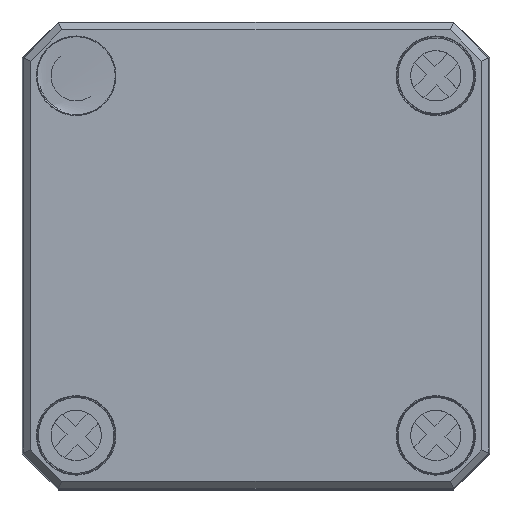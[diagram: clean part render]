
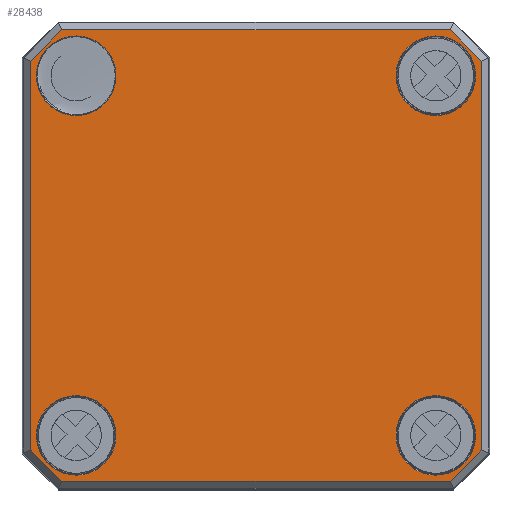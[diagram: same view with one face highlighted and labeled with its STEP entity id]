
A CAD part, top view. The second image highlights one B-rep face of the part: STEP entity #28438.
In plain terms, the highlighted planar face has unit normal (0, 0, 1).
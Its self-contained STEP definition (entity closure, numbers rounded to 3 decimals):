
#250=FACE_BOUND('',#8826,.T.);
#251=FACE_BOUND('',#8827,.T.);
#252=FACE_BOUND('',#8828,.T.);
#253=FACE_BOUND('',#8829,.T.);
#728=PLANE('',#30608);
#2567=LINE('',#51041,#4687);
#2568=LINE('',#51043,#4688);
#2569=LINE('',#51045,#4689);
#2570=LINE('',#51047,#4690);
#2571=LINE('',#51049,#4691);
#2572=LINE('',#51051,#4692);
#2573=LINE('',#51053,#4693);
#2574=LINE('',#51054,#4694);
#4687=VECTOR('',#36266,10.);
#4688=VECTOR('',#36267,10.);
#4689=VECTOR('',#36268,10.);
#4690=VECTOR('',#36269,10.);
#4691=VECTOR('',#36270,10.);
#4692=VECTOR('',#36271,10.);
#4693=VECTOR('',#36272,10.);
#4694=VECTOR('',#36273,10.);
#6949=FACE_OUTER_BOUND('',#8825,.T.);
#8825=EDGE_LOOP('',(#24036,#24037,#24038,#24039,#24040,#24041,#24042,#24043));
#8826=EDGE_LOOP('',(#24044,#24045));
#8827=EDGE_LOOP('',(#24046,#24047));
#8828=EDGE_LOOP('',(#24048));
#8829=EDGE_LOOP('',(#24049));
#10881=CIRCLE('',#30603,5.53);
#10885=CIRCLE('',#30609,5.53);
#10886=CIRCLE('',#30610,5.53);
#10887=CIRCLE('',#30611,5.53);
#10888=CIRCLE('',#30612,5.53);
#10889=CIRCLE('',#30613,5.53);
#13395=VERTEX_POINT('',#51029);
#13398=VERTEX_POINT('',#51039);
#13399=VERTEX_POINT('',#51040);
#13400=VERTEX_POINT('',#51042);
#13401=VERTEX_POINT('',#51044);
#13402=VERTEX_POINT('',#51046);
#13403=VERTEX_POINT('',#51048);
#13404=VERTEX_POINT('',#51050);
#13405=VERTEX_POINT('',#51052);
#13406=VERTEX_POINT('',#51055);
#13407=VERTEX_POINT('',#51056);
#13408=VERTEX_POINT('',#51059);
#13409=VERTEX_POINT('',#51060);
#13410=VERTEX_POINT('',#51063);
#17020=EDGE_CURVE('',#13395,#13395,#10881,.T.);
#17025=EDGE_CURVE('',#13398,#13399,#2567,.T.);
#17026=EDGE_CURVE('',#13400,#13398,#2568,.T.);
#17027=EDGE_CURVE('',#13401,#13400,#2569,.T.);
#17028=EDGE_CURVE('',#13402,#13401,#2570,.T.);
#17029=EDGE_CURVE('',#13403,#13402,#2571,.T.);
#17030=EDGE_CURVE('',#13404,#13403,#2572,.T.);
#17031=EDGE_CURVE('',#13405,#13404,#2573,.T.);
#17032=EDGE_CURVE('',#13399,#13405,#2574,.T.);
#17033=EDGE_CURVE('',#13406,#13407,#10885,.T.);
#17034=EDGE_CURVE('',#13407,#13406,#10886,.T.);
#17035=EDGE_CURVE('',#13408,#13409,#10887,.T.);
#17036=EDGE_CURVE('',#13409,#13408,#10888,.T.);
#17037=EDGE_CURVE('',#13410,#13410,#10889,.T.);
#24036=ORIENTED_EDGE('',*,*,#17025,.F.);
#24037=ORIENTED_EDGE('',*,*,#17026,.F.);
#24038=ORIENTED_EDGE('',*,*,#17027,.F.);
#24039=ORIENTED_EDGE('',*,*,#17028,.F.);
#24040=ORIENTED_EDGE('',*,*,#17029,.F.);
#24041=ORIENTED_EDGE('',*,*,#17030,.F.);
#24042=ORIENTED_EDGE('',*,*,#17031,.F.);
#24043=ORIENTED_EDGE('',*,*,#17032,.F.);
#24044=ORIENTED_EDGE('',*,*,#17033,.F.);
#24045=ORIENTED_EDGE('',*,*,#17034,.F.);
#24046=ORIENTED_EDGE('',*,*,#17035,.F.);
#24047=ORIENTED_EDGE('',*,*,#17036,.F.);
#24048=ORIENTED_EDGE('',*,*,#17037,.F.);
#24049=ORIENTED_EDGE('',*,*,#17020,.F.);
#28438=ADVANCED_FACE('',(#6949,#250,#251,#252,#253),#728,.T.);
#30603=AXIS2_PLACEMENT_3D('',#51030,#36253,#36254);
#30608=AXIS2_PLACEMENT_3D('',#51038,#36264,#36265);
#30609=AXIS2_PLACEMENT_3D('',#51057,#36274,#36275);
#30610=AXIS2_PLACEMENT_3D('',#51058,#36276,#36277);
#30611=AXIS2_PLACEMENT_3D('',#51061,#36278,#36279);
#30612=AXIS2_PLACEMENT_3D('',#51062,#36280,#36281);
#30613=AXIS2_PLACEMENT_3D('',#51064,#36282,#36283);
#36253=DIRECTION('center_axis',(0.,0.,1.));
#36254=DIRECTION('ref_axis',(-1.,0.,0.));
#36264=DIRECTION('center_axis',(0.,0.,1.));
#36265=DIRECTION('ref_axis',(1.,0.,0.));
#36266=DIRECTION('',(0.707,-0.707,0.));
#36267=DIRECTION('',(1.,0.,0.));
#36268=DIRECTION('',(0.707,0.707,0.));
#36269=DIRECTION('',(0.,1.,0.));
#36270=DIRECTION('',(-0.707,0.707,0.));
#36271=DIRECTION('',(-1.,0.,0.));
#36272=DIRECTION('',(-0.707,-0.707,0.));
#36273=DIRECTION('',(0.,-1.,0.));
#36274=DIRECTION('center_axis',(0.,0.,1.));
#36275=DIRECTION('ref_axis',(1.,0.,0.));
#36276=DIRECTION('center_axis',(0.,0.,1.));
#36277=DIRECTION('ref_axis',(1.,0.,0.));
#36278=DIRECTION('center_axis',(0.,0.,1.));
#36279=DIRECTION('ref_axis',(1.,0.,0.));
#36280=DIRECTION('center_axis',(0.,0.,1.));
#36281=DIRECTION('ref_axis',(1.,0.,0.));
#36282=DIRECTION('center_axis',(0.,0.,1.));
#36283=DIRECTION('ref_axis',(-1.,0.,0.));
#51029=CARTESIAN_POINT('',(-19.47,25.,15.));
#51030=CARTESIAN_POINT('Origin',(-25.,25.,15.));
#51038=CARTESIAN_POINT('Origin',(0.,0.,
15.));
#51039=CARTESIAN_POINT('',(27.032,31.369,15.));
#51040=CARTESIAN_POINT('',(31.369,27.032,15.));
#51041=CARTESIAN_POINT('',(27.95,30.45,15.));
#51042=CARTESIAN_POINT('',(-27.032,31.369,15.));
#51043=CARTESIAN_POINT('',(-13.75,31.369,15.));
#51044=CARTESIAN_POINT('',(-31.369,27.032,15.));
#51045=CARTESIAN_POINT('',(-30.45,27.95,15.));
#51046=CARTESIAN_POINT('',(-31.369,-27.032,15.));
#51047=CARTESIAN_POINT('',(-31.369,-13.75,15.));
#51048=CARTESIAN_POINT('',(-27.032,-31.369,15.));
#51049=CARTESIAN_POINT('',(-27.95,-30.45,15.));
#51050=CARTESIAN_POINT('',(27.032,-31.369,15.));
#51051=CARTESIAN_POINT('',(13.75,-31.369,15.));
#51052=CARTESIAN_POINT('',(31.369,-27.032,15.));
#51053=CARTESIAN_POINT('',(30.45,-27.95,15.));
#51054=CARTESIAN_POINT('',(31.369,13.75,15.));
#51055=CARTESIAN_POINT('',(19.47,25.,15.));
#51056=CARTESIAN_POINT('',(30.53,25.,15.));
#51057=CARTESIAN_POINT('Origin',(25.,25.,15.));
#51058=CARTESIAN_POINT('Origin',(25.,25.,15.));
#51059=CARTESIAN_POINT('',(19.47,-25.,15.));
#51060=CARTESIAN_POINT('',(30.53,-25.,15.));
#51061=CARTESIAN_POINT('Origin',(25.,-25.,15.));
#51062=CARTESIAN_POINT('Origin',(25.,-25.,15.));
#51063=CARTESIAN_POINT('',(-19.47,-25.,15.));
#51064=CARTESIAN_POINT('Origin',(-25.,-25.,15.));
